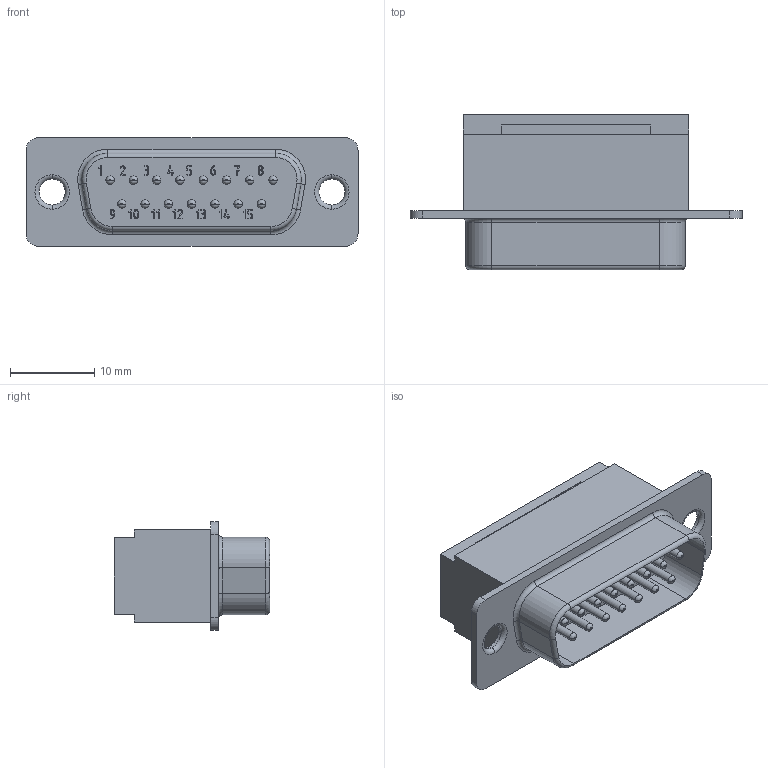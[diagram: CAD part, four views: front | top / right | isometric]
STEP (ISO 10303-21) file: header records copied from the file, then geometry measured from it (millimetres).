
FILE_DESCRIPTION(('Creo Elements/Direct Modeling STEP Export'),'2;1');
FILE_NAME('model.stp','2019-08-09T 8:00:57',(''),(''),'Creo Elements/Direct Modeling STEP processor for AP214 (Solid Model)','Creo Elements/Direct Modeling 20.1A 29-Sep-2018 (C) Parametric Technology GmbH','');
FILE_SCHEMA(('AUTOMOTIVE_DESIGN { 1 0 10303 214 1 1 1 1 }'));
Length unit declared in the file: millimetre
Products named in the file (2): VS-15-ST-DSUB-FK
Assembly tree (1 placements, depth 2):
  VS-15-ST-DSUB-FK
    VS-15-ST-DSUB-FK
Bounding box: 39.52 x 18.5 x 12.93 mm (x, y, z)
Volume: 3957 mm3; surface area: 2943.3 mm2
Topology: 1 solids, 1 shells, 511 faces, 1340 edges, 874 vertices
Faces by surface type: plane 238, cylinder 215, torus 42, extrusion 16
Entity records: 19860 total; most frequent: CARTESIAN_POINT 2938, DIRECTION 2701, ORIENTED_EDGE 2680, EDGE_CURVE 1340, AXIS2_PLACEMENT_3D 940, VERTEX_POINT 874, VECTOR 821, LINE 805
